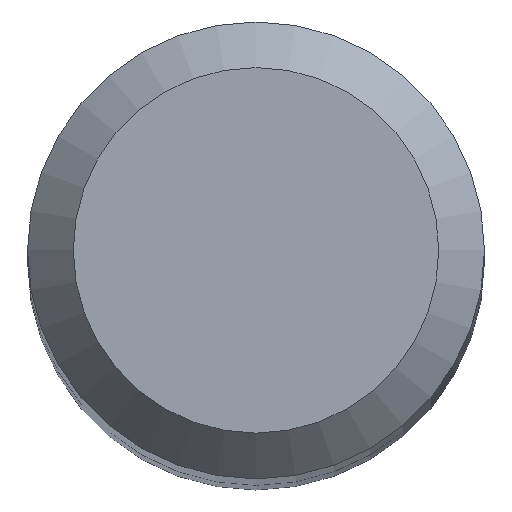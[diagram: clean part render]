
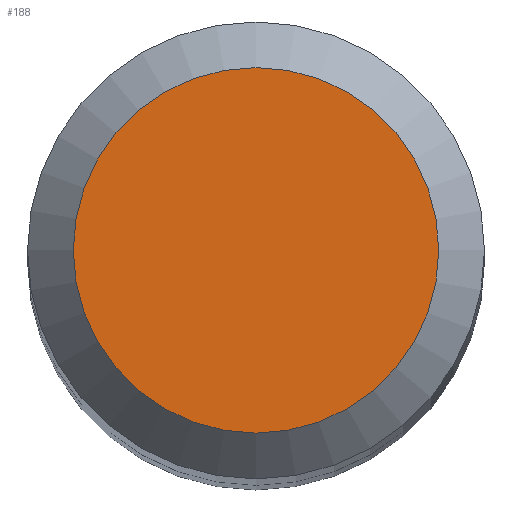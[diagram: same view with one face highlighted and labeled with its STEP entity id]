
A CAD part, top view. The second image highlights one B-rep face of the part: STEP entity #188.
In plain terms, the highlighted planar face has unit normal (0, 0, 1).
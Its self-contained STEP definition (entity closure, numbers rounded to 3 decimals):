
#16 = CARTESIAN_POINT ( 'NONE',  ( 0., 2., 70. ) ) ;
#30 = DIRECTION ( 'NONE',  ( 0., 1., 0. ) ) ;
#35 = CIRCLE ( 'NONE', #42, 2. ) ;
#42 = AXIS2_PLACEMENT_3D ( 'NONE', #146, #198, #132 ) ;
#74 = EDGE_LOOP ( 'NONE', ( #114 ) ) ;
#100 = EDGE_CURVE ( 'NONE', #130, #130, #35, .T. ) ;
#114 = ORIENTED_EDGE ( 'NONE', *, *, #100, .F. ) ;
#116 = DIRECTION ( 'NONE',  ( 0., 0., -1. ) ) ;
#130 = VERTEX_POINT ( 'NONE', #16 ) ;
#132 = DIRECTION ( 'NONE',  ( 0., 1., 0. ) ) ;
#146 = CARTESIAN_POINT ( 'NONE',  ( 0., 0., 70. ) ) ;
#153 = AXIS2_PLACEMENT_3D ( 'NONE', #175, #116, #30 ) ;
#157 = FACE_OUTER_BOUND ( 'NONE', #74, .T. ) ;
#175 = CARTESIAN_POINT ( 'NONE',  ( 0., 0., 70. ) ) ;
#176 = PLANE ( 'NONE',  #153 ) ;
#188 = ADVANCED_FACE ( 'NONE', ( #157 ), #176, .F. ) ;
#198 = DIRECTION ( 'NONE',  ( 0., 0., -1. ) ) ;
